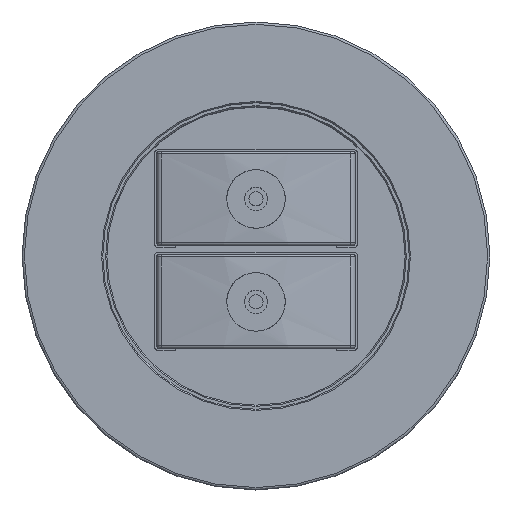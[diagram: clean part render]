
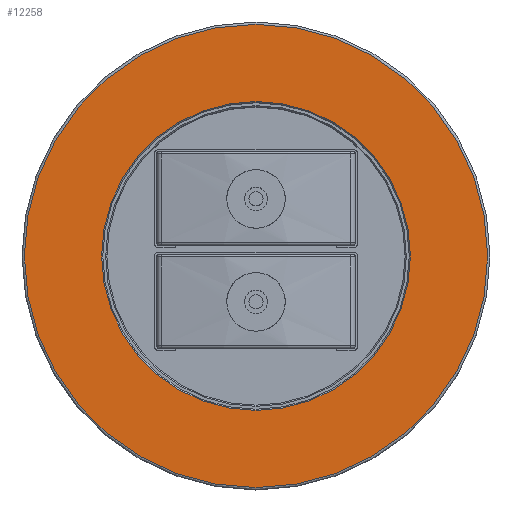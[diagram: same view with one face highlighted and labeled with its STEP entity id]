
A CAD part, top view. The second image highlights one B-rep face of the part: STEP entity #12258.
In plain terms, the highlighted planar face has unit normal (0, 0, 1).
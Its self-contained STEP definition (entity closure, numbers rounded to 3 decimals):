
#3052 = VERTEX_POINT ( 'NONE', #41143 ) ;
#3604 = ORIENTED_EDGE ( 'NONE', *, *, #30616, .T. ) ;
#3938 = AXIS2_PLACEMENT_3D ( 'NONE', #19777, #38384, #6641 ) ;
#4805 = EDGE_CURVE ( 'NONE', #5680, #5680, #32272, .T. ) ;
#5680 = VERTEX_POINT ( 'NONE', #18615 ) ;
#6641 = DIRECTION ( 'NONE',  ( -1., 0., 0. ) ) ;
#7886 = EDGE_LOOP ( 'NONE', ( #3604 ) ) ;
#8022 = CARTESIAN_POINT ( 'NONE',  ( 0., 0., 0. ) ) ;
#11496 = AXIS2_PLACEMENT_3D ( 'NONE', #18728, #16190, #35186 ) ;
#11627 = FACE_OUTER_BOUND ( 'NONE', #7886, .T. ) ;
#12258 = ADVANCED_FACE ( 'NONE', ( #34032, #11627 ), #30857, .F. ) ;
#16190 = DIRECTION ( 'NONE',  ( 0., 0., 1. ) ) ;
#17991 = DIRECTION ( 'NONE',  ( 0., 0., -1. ) ) ;
#18615 = CARTESIAN_POINT ( 'NONE',  ( -13.2, 0., 0. ) ) ;
#18728 = CARTESIAN_POINT ( 'NONE',  ( 0., 0., 0. ) ) ;
#19777 = CARTESIAN_POINT ( 'NONE',  ( 0., 0., 0. ) ) ;
#21367 = DIRECTION ( 'NONE',  ( -1., 0., 0. ) ) ;
#24341 = CIRCLE ( 'NONE', #11496, 19.8 ) ;
#24502 = EDGE_LOOP ( 'NONE', ( #26752 ) ) ;
#26752 = ORIENTED_EDGE ( 'NONE', *, *, #4805, .T. ) ;
#29917 = AXIS2_PLACEMENT_3D ( 'NONE', #8022, #17991, #21367 ) ;
#30616 = EDGE_CURVE ( 'NONE', #3052, #3052, #24341, .T. ) ;
#30857 = PLANE ( 'NONE',  #29917 ) ;
#32272 = CIRCLE ( 'NONE', #3938, 13.2 ) ;
#34032 = FACE_BOUND ( 'NONE', #24502, .T. ) ;
#35186 = DIRECTION ( 'NONE',  ( -1., 0., 0. ) ) ;
#38384 = DIRECTION ( 'NONE',  ( 0., 0., -1. ) ) ;
#41143 = CARTESIAN_POINT ( 'NONE',  ( -19.8, 0., 0. ) ) ;
